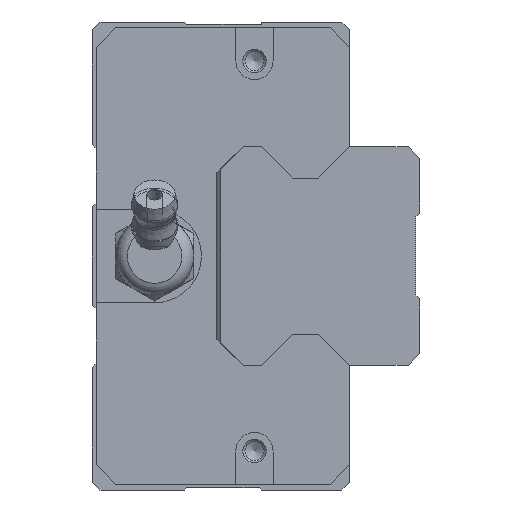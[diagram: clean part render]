
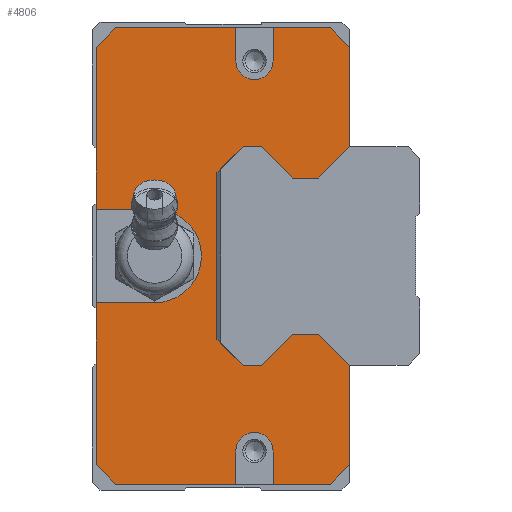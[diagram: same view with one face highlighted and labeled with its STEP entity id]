
A CAD part, left-side view. The second image highlights one B-rep face of the part: STEP entity #4806.
In plain terms, the highlighted planar face has unit normal (-1, 0, 0).
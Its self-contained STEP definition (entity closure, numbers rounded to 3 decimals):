
#518=CIRCLE('',#5271,6.);
#519=CIRCLE('',#5272,2.38);
#520=CIRCLE('',#5273,2.38);
#729=FACE_OUTER_BOUND('',#1022,.T.);
#1022=EDGE_LOOP('',(#3906,#3907,#3908,#3909,#3910,#3911,#3912,#3913,#3914,
#3915,#3916,#3917,#3918,#3919,#3920,#3921,#3922,#3923,#3924,#3925,#3926,
#3927,#3928,#3929,#3930,#3931,#3932,#3933,#3934,#3935,#3936,#3937));
#1379=LINE('',#7580,#1817);
#1400=LINE('',#7623,#1838);
#1405=LINE('',#7634,#1843);
#1408=LINE('',#7638,#1846);
#1409=LINE('',#7641,#1847);
#1410=LINE('',#7643,#1848);
#1411=LINE('',#7645,#1849);
#1412=LINE('',#7647,#1850);
#1413=LINE('',#7651,#1851);
#1414=LINE('',#7653,#1852);
#1415=LINE('',#7655,#1853);
#1416=LINE('',#7657,#1854);
#1417=LINE('',#7659,#1855);
#1418=LINE('',#7663,#1856);
#1419=LINE('',#7665,#1857);
#1420=LINE('',#7666,#1858);
#1421=LINE('',#7668,#1859);
#1422=LINE('',#7670,#1860);
#1423=LINE('',#7672,#1861);
#1424=LINE('',#7674,#1862);
#1425=LINE('',#7676,#1863);
#1426=LINE('',#7678,#1864);
#1427=LINE('',#7680,#1865);
#1428=LINE('',#7682,#1866);
#1429=LINE('',#7684,#1867);
#1430=LINE('',#7686,#1868);
#1431=LINE('',#7687,#1869);
#1432=LINE('',#7688,#1870);
#1433=LINE('',#7690,#1871);
#1817=VECTOR('',#6218,1000.);
#1838=VECTOR('',#6243,1000.);
#1843=VECTOR('',#6250,1000.);
#1846=VECTOR('',#6253,1000.);
#1847=VECTOR('',#6256,1000.);
#1848=VECTOR('',#6257,1000.);
#1849=VECTOR('',#6258,1000.);
#1850=VECTOR('',#6259,1000.);
#1851=VECTOR('',#6262,1000.);
#1852=VECTOR('',#6263,1000.);
#1853=VECTOR('',#6264,1000.);
#1854=VECTOR('',#6265,1000.);
#1855=VECTOR('',#6266,1000.);
#1856=VECTOR('',#6269,1000.);
#1857=VECTOR('',#6270,1000.);
#1858=VECTOR('',#6271,1000.);
#1859=VECTOR('',#6272,1000.);
#1860=VECTOR('',#6273,1000.);
#1861=VECTOR('',#6274,1000.);
#1862=VECTOR('',#6275,1000.);
#1863=VECTOR('',#6276,1000.);
#1864=VECTOR('',#6277,1000.);
#1865=VECTOR('',#6278,1000.);
#1866=VECTOR('',#6279,1000.);
#1867=VECTOR('',#6280,1000.);
#1868=VECTOR('',#6281,1000.);
#1869=VECTOR('',#6282,1000.);
#1870=VECTOR('',#6283,1000.);
#1871=VECTOR('',#6284,1000.);
#2274=VERTEX_POINT('',#7574);
#2276=VERTEX_POINT('',#7578);
#2295=VERTEX_POINT('',#7620);
#2296=VERTEX_POINT('',#7622);
#2298=VERTEX_POINT('',#7627);
#2300=VERTEX_POINT('',#7631);
#2301=VERTEX_POINT('',#7633);
#2302=VERTEX_POINT('',#7636);
#2303=VERTEX_POINT('',#7640);
#2304=VERTEX_POINT('',#7642);
#2305=VERTEX_POINT('',#7644);
#2306=VERTEX_POINT('',#7646);
#2307=VERTEX_POINT('',#7648);
#2308=VERTEX_POINT('',#7650);
#2309=VERTEX_POINT('',#7652);
#2310=VERTEX_POINT('',#7654);
#2311=VERTEX_POINT('',#7656);
#2312=VERTEX_POINT('',#7658);
#2313=VERTEX_POINT('',#7660);
#2314=VERTEX_POINT('',#7662);
#2315=VERTEX_POINT('',#7664);
#2316=VERTEX_POINT('',#7667);
#2317=VERTEX_POINT('',#7669);
#2318=VERTEX_POINT('',#7671);
#2319=VERTEX_POINT('',#7673);
#2320=VERTEX_POINT('',#7675);
#2321=VERTEX_POINT('',#7677);
#2322=VERTEX_POINT('',#7679);
#2323=VERTEX_POINT('',#7681);
#2324=VERTEX_POINT('',#7683);
#2325=VERTEX_POINT('',#7685);
#2326=VERTEX_POINT('',#7689);
#2845=EDGE_CURVE('',#2276,#2274,#1379,.T.);
#2866=EDGE_CURVE('',#2295,#2296,#1400,.T.);
#2871=EDGE_CURVE('',#2300,#2301,#1405,.T.);
#2874=EDGE_CURVE('',#2302,#2298,#1408,.T.);
#2875=EDGE_CURVE('',#2303,#2298,#1409,.T.);
#2876=EDGE_CURVE('',#2304,#2302,#1410,.T.);
#2877=EDGE_CURVE('',#2305,#2304,#1411,.T.);
#2878=EDGE_CURVE('',#2305,#2306,#1412,.T.);
#2879=EDGE_CURVE('',#2306,#2307,#518,.T.);
#2880=EDGE_CURVE('',#2307,#2308,#1413,.T.);
#2881=EDGE_CURVE('',#2309,#2308,#1414,.T.);
#2882=EDGE_CURVE('',#2310,#2309,#1415,.T.);
#2883=EDGE_CURVE('',#2311,#2310,#1416,.T.);
#2884=EDGE_CURVE('',#2311,#2312,#1417,.T.);
#2885=EDGE_CURVE('',#2312,#2313,#519,.T.);
#2886=EDGE_CURVE('',#2313,#2314,#1418,.T.);
#2887=EDGE_CURVE('',#2315,#2314,#1419,.T.);
#2888=EDGE_CURVE('',#2296,#2315,#1420,.T.);
#2889=EDGE_CURVE('',#2295,#2316,#1421,.T.);
#2890=EDGE_CURVE('',#2316,#2317,#1422,.T.);
#2891=EDGE_CURVE('',#2317,#2318,#1423,.T.);
#2892=EDGE_CURVE('',#2318,#2319,#1424,.T.);
#2893=EDGE_CURVE('',#2319,#2320,#1425,.T.);
#2894=EDGE_CURVE('',#2320,#2321,#1426,.T.);
#2895=EDGE_CURVE('',#2321,#2322,#1427,.T.);
#2896=EDGE_CURVE('',#2322,#2323,#1428,.T.);
#2897=EDGE_CURVE('',#2323,#2324,#1429,.T.);
#2898=EDGE_CURVE('',#2324,#2325,#1430,.T.);
#2899=EDGE_CURVE('',#2325,#2274,#1431,.T.);
#2900=EDGE_CURVE('',#2301,#2276,#1432,.T.);
#2901=EDGE_CURVE('',#2300,#2326,#1433,.T.);
#2902=EDGE_CURVE('',#2326,#2303,#520,.T.);
#3906=ORIENTED_EDGE('',*,*,#2875,.T.);
#3907=ORIENTED_EDGE('',*,*,#2874,.F.);
#3908=ORIENTED_EDGE('',*,*,#2876,.F.);
#3909=ORIENTED_EDGE('',*,*,#2877,.F.);
#3910=ORIENTED_EDGE('',*,*,#2878,.T.);
#3911=ORIENTED_EDGE('',*,*,#2879,.T.);
#3912=ORIENTED_EDGE('',*,*,#2880,.T.);
#3913=ORIENTED_EDGE('',*,*,#2881,.F.);
#3914=ORIENTED_EDGE('',*,*,#2882,.F.);
#3915=ORIENTED_EDGE('',*,*,#2883,.F.);
#3916=ORIENTED_EDGE('',*,*,#2884,.T.);
#3917=ORIENTED_EDGE('',*,*,#2885,.T.);
#3918=ORIENTED_EDGE('',*,*,#2886,.T.);
#3919=ORIENTED_EDGE('',*,*,#2887,.F.);
#3920=ORIENTED_EDGE('',*,*,#2888,.F.);
#3921=ORIENTED_EDGE('',*,*,#2866,.F.);
#3922=ORIENTED_EDGE('',*,*,#2889,.T.);
#3923=ORIENTED_EDGE('',*,*,#2890,.T.);
#3924=ORIENTED_EDGE('',*,*,#2891,.T.);
#3925=ORIENTED_EDGE('',*,*,#2892,.T.);
#3926=ORIENTED_EDGE('',*,*,#2893,.T.);
#3927=ORIENTED_EDGE('',*,*,#2894,.T.);
#3928=ORIENTED_EDGE('',*,*,#2895,.T.);
#3929=ORIENTED_EDGE('',*,*,#2896,.T.);
#3930=ORIENTED_EDGE('',*,*,#2897,.T.);
#3931=ORIENTED_EDGE('',*,*,#2898,.T.);
#3932=ORIENTED_EDGE('',*,*,#2899,.T.);
#3933=ORIENTED_EDGE('',*,*,#2845,.F.);
#3934=ORIENTED_EDGE('',*,*,#2900,.F.);
#3935=ORIENTED_EDGE('',*,*,#2871,.F.);
#3936=ORIENTED_EDGE('',*,*,#2901,.T.);
#3937=ORIENTED_EDGE('',*,*,#2902,.T.);
#4603=PLANE('',#5270);
#4806=ADVANCED_FACE('',(#729),#4603,.F.);
#5270=AXIS2_PLACEMENT_3D('',#7639,#6254,#6255);
#5271=AXIS2_PLACEMENT_3D('',#7649,#6260,#6261);
#5272=AXIS2_PLACEMENT_3D('',#7661,#6267,#6268);
#5273=AXIS2_PLACEMENT_3D('',#7691,#6285,#6286);
#6218=DIRECTION('',(0.,0.,-1.));
#6243=DIRECTION('',(0.,0.,-1.));
#6250=DIRECTION('',(0.,-1.,0.));
#6253=DIRECTION('',(0.,-1.,0.));
#6254=DIRECTION('center_axis',(1.,0.,0.));
#6255=DIRECTION('ref_axis',(0.,0.,-1.));
#6256=DIRECTION('',(0.,0.,1.));
#6257=DIRECTION('',(0.,-0.707,0.707));
#6258=DIRECTION('',(0.,0.,1.));
#6259=DIRECTION('',(0.,-1.,0.));
#6260=DIRECTION('center_axis',(1.,0.,0.));
#6261=DIRECTION('ref_axis',(0.,0.,-1.));
#6262=DIRECTION('',(0.,1.,0.));
#6263=DIRECTION('',(0.,0.,1.));
#6264=DIRECTION('',(0.,0.707,0.707));
#6265=DIRECTION('',(0.,1.,0.));
#6266=DIRECTION('',(0.,0.,1.));
#6267=DIRECTION('center_axis',(1.,0.,0.));
#6268=DIRECTION('ref_axis',(0.,0.,-1.));
#6269=DIRECTION('',(0.,0.,-1.));
#6270=DIRECTION('',(0.,1.,0.));
#6271=DIRECTION('',(0.,0.707,-0.707));
#6272=DIRECTION('',(0.,0.707,0.707));
#6273=DIRECTION('',(0.,1.,0.));
#6274=DIRECTION('',(0.,0.707,-0.707));
#6275=DIRECTION('',(0.,1.,0.));
#6276=DIRECTION('',(0.,0.707,0.707));
#6277=DIRECTION('',(0.,0.,1.));
#6278=DIRECTION('',(0.,-0.707,0.707));
#6279=DIRECTION('',(0.,-1.,0.));
#6280=DIRECTION('',(0.,-0.707,-0.707));
#6281=DIRECTION('',(0.,-1.,0.));
#6282=DIRECTION('',(0.,-0.707,0.707));
#6283=DIRECTION('',(0.,-0.707,-0.707));
#6284=DIRECTION('',(0.,0.,-1.));
#6285=DIRECTION('center_axis',(1.,0.,0.));
#6286=DIRECTION('ref_axis',(0.,0.,-1.));
#7574=CARTESIAN_POINT('',(450.8,9.,14.));
#7578=CARTESIAN_POINT('',(450.8,9.,26.75));
#7580=CARTESIAN_POINT('',(450.8,9.,26.75));
#7620=CARTESIAN_POINT('',(450.8,9.,-14.));
#7622=CARTESIAN_POINT('',(450.8,9.,-26.75));
#7623=CARTESIAN_POINT('',(450.8,9.,26.75));
#7627=CARTESIAN_POINT('',(450.8,23.58,29.25));
#7631=CARTESIAN_POINT('',(450.8,18.82,29.25));
#7633=CARTESIAN_POINT('',(450.8,11.5,29.25));
#7634=CARTESIAN_POINT('',(450.8,39.,29.25));
#7636=CARTESIAN_POINT('',(450.8,39.,29.25));
#7638=CARTESIAN_POINT('',(450.8,39.,29.25));
#7639=CARTESIAN_POINT('Origin',(450.8,9.,0.));
#7640=CARTESIAN_POINT('',(450.8,23.58,25.));
#7641=CARTESIAN_POINT('',(450.8,23.58,25.));
#7642=CARTESIAN_POINT('',(450.8,41.5,26.75));
#7643=CARTESIAN_POINT('',(450.8,41.5,26.75));
#7644=CARTESIAN_POINT('',(450.8,41.5,6.));
#7645=CARTESIAN_POINT('',(450.8,41.5,-26.75));
#7646=CARTESIAN_POINT('',(450.8,34.,6.));
#7647=CARTESIAN_POINT('',(450.8,62.5,6.));
#7648=CARTESIAN_POINT('',(450.8,34.,-6.));
#7649=CARTESIAN_POINT('Origin',(450.8,34.,0.));
#7650=CARTESIAN_POINT('',(450.8,41.5,-6.));
#7651=CARTESIAN_POINT('',(450.8,34.,-6.));
#7652=CARTESIAN_POINT('',(450.8,41.5,-26.75));
#7653=CARTESIAN_POINT('',(450.8,41.5,-26.75));
#7654=CARTESIAN_POINT('',(450.8,39.,-29.25));
#7655=CARTESIAN_POINT('',(450.8,39.,-29.25));
#7656=CARTESIAN_POINT('',(450.8,23.58,-29.25));
#7657=CARTESIAN_POINT('',(450.8,11.5,-29.25));
#7658=CARTESIAN_POINT('',(450.8,23.58,-25.));
#7659=CARTESIAN_POINT('',(450.8,23.58,-45.));
#7660=CARTESIAN_POINT('',(450.8,18.82,-25.));
#7661=CARTESIAN_POINT('Origin',(450.8,21.2,-25.));
#7662=CARTESIAN_POINT('',(450.8,18.82,-29.25));
#7663=CARTESIAN_POINT('',(450.8,18.82,-25.));
#7664=CARTESIAN_POINT('',(450.8,11.5,-29.25));
#7665=CARTESIAN_POINT('',(450.8,11.5,-29.25));
#7666=CARTESIAN_POINT('',(450.8,9.,-26.75));
#7667=CARTESIAN_POINT('',(450.8,13.,-10.));
#7668=CARTESIAN_POINT('',(450.8,9.,-14.));
#7669=CARTESIAN_POINT('',(450.8,16.34,-10.));
#7670=CARTESIAN_POINT('',(450.8,13.,-10.));
#7671=CARTESIAN_POINT('',(450.8,20.34,-14.));
#7672=CARTESIAN_POINT('',(450.8,16.34,-10.));
#7673=CARTESIAN_POINT('',(450.8,22.66,-14.));
#7674=CARTESIAN_POINT('',(450.8,20.34,-14.));
#7675=CARTESIAN_POINT('',(450.8,26.,-10.66));
#7676=CARTESIAN_POINT('',(450.8,22.66,-14.));
#7677=CARTESIAN_POINT('',(450.8,26.,10.66));
#7678=CARTESIAN_POINT('',(450.8,26.,-10.66));
#7679=CARTESIAN_POINT('',(450.8,22.66,14.));
#7680=CARTESIAN_POINT('',(450.8,26.,10.66));
#7681=CARTESIAN_POINT('',(450.8,20.34,14.));
#7682=CARTESIAN_POINT('',(450.8,22.66,14.));
#7683=CARTESIAN_POINT('',(450.8,16.34,10.));
#7684=CARTESIAN_POINT('',(450.8,20.34,14.));
#7685=CARTESIAN_POINT('',(450.8,13.,10.));
#7686=CARTESIAN_POINT('',(450.8,16.34,10.));
#7687=CARTESIAN_POINT('',(450.8,13.,10.));
#7688=CARTESIAN_POINT('',(450.8,11.5,29.25));
#7689=CARTESIAN_POINT('',(450.8,18.82,25.));
#7690=CARTESIAN_POINT('',(450.8,18.82,45.));
#7691=CARTESIAN_POINT('Origin',(450.8,21.2,25.));
